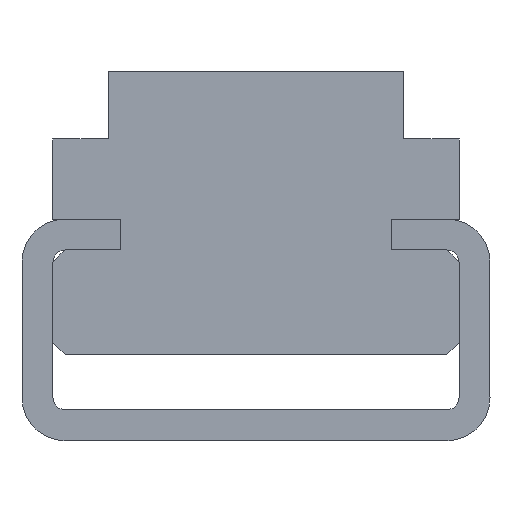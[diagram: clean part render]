
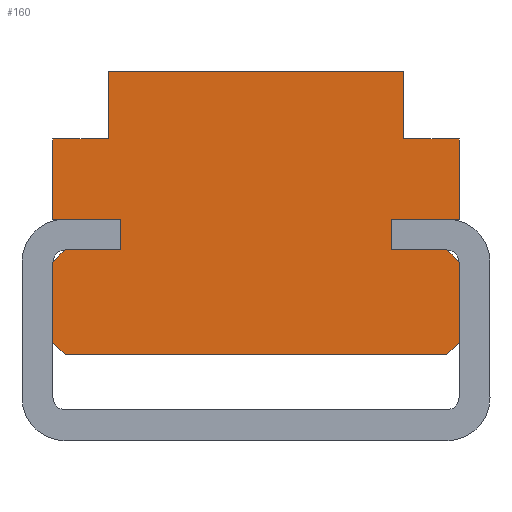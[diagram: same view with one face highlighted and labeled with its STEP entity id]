
A CAD part, front view. The second image highlights one B-rep face of the part: STEP entity #160.
In plain terms, the highlighted planar face has unit normal (0, -1, 0).
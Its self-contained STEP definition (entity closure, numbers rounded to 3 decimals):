
#160=ADVANCED_FACE('',(#308),#309,.T.);
#308=FACE_OUTER_BOUND('',#456,.T.);
#309=PLANE('',#457);
#456=EDGE_LOOP('',(#692,#693,#694,#695,#696,#697,#698,#699,#700,#701,#702,#703,#704,#705,#706,#707,#708,#709,#710,#711));
#457=AXIS2_PLACEMENT_3D('',#712,#713,#714);
#692=ORIENTED_EDGE('',*,*,#951,.F.);
#693=ORIENTED_EDGE('',*,*,#1028,.F.);
#694=ORIENTED_EDGE('',*,*,#1024,.F.);
#695=ORIENTED_EDGE('',*,*,#1020,.F.);
#696=ORIENTED_EDGE('',*,*,#1016,.F.);
#697=ORIENTED_EDGE('',*,*,#1012,.F.);
#698=ORIENTED_EDGE('',*,*,#1008,.F.);
#699=ORIENTED_EDGE('',*,*,#1004,.F.);
#700=ORIENTED_EDGE('',*,*,#1000,.F.);
#701=ORIENTED_EDGE('',*,*,#996,.F.);
#702=ORIENTED_EDGE('',*,*,#992,.F.);
#703=ORIENTED_EDGE('',*,*,#988,.F.);
#704=ORIENTED_EDGE('',*,*,#984,.F.);
#705=ORIENTED_EDGE('',*,*,#980,.F.);
#706=ORIENTED_EDGE('',*,*,#976,.F.);
#707=ORIENTED_EDGE('',*,*,#972,.F.);
#708=ORIENTED_EDGE('',*,*,#968,.F.);
#709=ORIENTED_EDGE('',*,*,#964,.F.);
#710=ORIENTED_EDGE('',*,*,#960,.F.);
#711=ORIENTED_EDGE('',*,*,#956,.F.);
#712=CARTESIAN_POINT('',(0.,0.0,17.961));
#713=DIRECTION('',(0.0,-1.0,0.0));
#714=DIRECTION('',(1.0,0.0,0.0));
#951=EDGE_CURVE('',#1117,#1118,#1119,.T.);
#956=EDGE_CURVE('',#1118,#1126,#1127,.T.);
#960=EDGE_CURVE('',#1126,#1132,#1133,.T.);
#964=EDGE_CURVE('',#1132,#1138,#1139,.T.);
#968=EDGE_CURVE('',#1138,#1144,#1145,.T.);
#972=EDGE_CURVE('',#1144,#1150,#1151,.T.);
#976=EDGE_CURVE('',#1150,#1156,#1157,.T.);
#980=EDGE_CURVE('',#1156,#1162,#1163,.T.);
#984=EDGE_CURVE('',#1162,#1168,#1169,.T.);
#988=EDGE_CURVE('',#1168,#1174,#1175,.T.);
#992=EDGE_CURVE('',#1174,#1180,#1181,.T.);
#996=EDGE_CURVE('',#1180,#1186,#1187,.T.);
#1000=EDGE_CURVE('',#1186,#1192,#1193,.T.);
#1004=EDGE_CURVE('',#1192,#1198,#1199,.T.);
#1008=EDGE_CURVE('',#1198,#1204,#1205,.T.);
#1012=EDGE_CURVE('',#1204,#1210,#1211,.T.);
#1016=EDGE_CURVE('',#1210,#1216,#1217,.T.);
#1020=EDGE_CURVE('',#1216,#1222,#1223,.T.);
#1024=EDGE_CURVE('',#1222,#1228,#1229,.T.);
#1028=EDGE_CURVE('',#1228,#1117,#1234,.T.);
#1117=VERTEX_POINT('',#1363);
#1118=VERTEX_POINT('',#1364);
#1119=LINE('',#1365,#1366);
#1126=VERTEX_POINT('',#1376);
#1127=LINE('',#1377,#1378);
#1132=VERTEX_POINT('',#1385);
#1133=LINE('',#1386,#1387);
#1138=VERTEX_POINT('',#1394);
#1139=LINE('',#1395,#1396);
#1144=VERTEX_POINT('',#1403);
#1145=LINE('',#1404,#1405);
#1150=VERTEX_POINT('',#1412);
#1151=LINE('',#1413,#1414);
#1156=VERTEX_POINT('',#1421);
#1157=LINE('',#1422,#1423);
#1162=VERTEX_POINT('',#1430);
#1163=LINE('',#1431,#1432);
#1168=VERTEX_POINT('',#1439);
#1169=LINE('',#1440,#1441);
#1174=VERTEX_POINT('',#1448);
#1175=LINE('',#1449,#1450);
#1180=VERTEX_POINT('',#1457);
#1181=LINE('',#1458,#1459);
#1186=VERTEX_POINT('',#1466);
#1187=LINE('',#1467,#1468);
#1192=VERTEX_POINT('',#1475);
#1193=LINE('',#1476,#1477);
#1198=VERTEX_POINT('',#1484);
#1199=LINE('',#1485,#1486);
#1204=VERTEX_POINT('',#1493);
#1205=LINE('',#1494,#1495);
#1210=VERTEX_POINT('',#1502);
#1211=LINE('',#1503,#1504);
#1216=VERTEX_POINT('',#1511);
#1217=LINE('',#1512,#1513);
#1222=VERTEX_POINT('',#1520);
#1223=LINE('',#1521,#1522);
#1228=VERTEX_POINT('',#1529);
#1229=LINE('',#1530,#1531);
#1234=LINE('',#1538,#1539);
#1363=CARTESIAN_POINT('',(-15.5,0.0,7.0));
#1364=CARTESIAN_POINT('',(-16.5,0.0,8.0));
#1365=CARTESIAN_POINT('',(-15.5,0.0,7.0));
#1366=VECTOR('',#1712,1.0);
#1376=CARTESIAN_POINT('',(-16.5,0.0,14.5));
#1377=CARTESIAN_POINT('',(-16.5,0.0,8.0));
#1378=VECTOR('',#1716,1.0);
#1385=CARTESIAN_POINT('',(-15.5,0.0,15.5));
#1386=CARTESIAN_POINT('',(-16.5,0.0,14.5));
#1387=VECTOR('',#1719,1.0);
#1394=CARTESIAN_POINT('',(-11.0,0.0,15.5));
#1395=CARTESIAN_POINT('',(-15.5,0.0,15.5));
#1396=VECTOR('',#1722,1.0);
#1403=CARTESIAN_POINT('',(-11.0,0.0,18.0));
#1404=CARTESIAN_POINT('',(-11.0,0.0,15.5));
#1405=VECTOR('',#1725,1.0);
#1412=CARTESIAN_POINT('',(-16.5,0.0,18.0));
#1413=CARTESIAN_POINT('',(-11.0,0.0,18.0));
#1414=VECTOR('',#1728,1.0);
#1421=CARTESIAN_POINT('',(-16.5,0.0,24.5));
#1422=CARTESIAN_POINT('',(-16.5,0.0,18.0));
#1423=VECTOR('',#1731,1.0);
#1430=CARTESIAN_POINT('',(-12.0,0.0,24.5));
#1431=CARTESIAN_POINT('',(-16.5,0.0,24.5));
#1432=VECTOR('',#1734,1.0);
#1439=CARTESIAN_POINT('',(-12.0,0.0,30.0));
#1440=CARTESIAN_POINT('',(-12.0,0.0,24.5));
#1441=VECTOR('',#1737,1.0);
#1448=CARTESIAN_POINT('',(12.0,0.0,30.0));
#1449=CARTESIAN_POINT('',(-12.0,0.0,30.0));
#1450=VECTOR('',#1740,1.0);
#1457=CARTESIAN_POINT('',(12.0,0.0,24.5));
#1458=CARTESIAN_POINT('',(12.0,0.0,30.0));
#1459=VECTOR('',#1743,1.0);
#1466=CARTESIAN_POINT('',(16.5,0.0,24.5));
#1467=CARTESIAN_POINT('',(12.0,0.0,24.5));
#1468=VECTOR('',#1746,1.0);
#1475=CARTESIAN_POINT('',(16.5,0.0,18.0));
#1476=CARTESIAN_POINT('',(16.5,0.0,24.5));
#1477=VECTOR('',#1749,1.0);
#1484=CARTESIAN_POINT('',(11.0,0.0,18.0));
#1485=CARTESIAN_POINT('',(16.5,0.0,18.0));
#1486=VECTOR('',#1752,1.0);
#1493=CARTESIAN_POINT('',(11.0,0.0,15.5));
#1494=CARTESIAN_POINT('',(11.0,0.0,18.0));
#1495=VECTOR('',#1755,1.0);
#1502=CARTESIAN_POINT('',(15.5,0.0,15.5));
#1503=CARTESIAN_POINT('',(11.0,0.0,15.5));
#1504=VECTOR('',#1758,1.0);
#1511=CARTESIAN_POINT('',(16.5,0.0,14.5));
#1512=CARTESIAN_POINT('',(15.5,0.0,15.5));
#1513=VECTOR('',#1761,1.0);
#1520=CARTESIAN_POINT('',(16.5,0.0,8.0));
#1521=CARTESIAN_POINT('',(16.5,0.0,14.5));
#1522=VECTOR('',#1764,1.0);
#1529=CARTESIAN_POINT('',(15.5,0.0,7.0));
#1530=CARTESIAN_POINT('',(16.5,0.0,8.0));
#1531=VECTOR('',#1767,1.0);
#1538=CARTESIAN_POINT('',(15.5,0.0,7.0));
#1539=VECTOR('',#1770,1.0);
#1712=DIRECTION('',(-0.707,0.0,0.707));
#1716=DIRECTION('',(0.0,0.0,1.0));
#1719=DIRECTION('',(0.707,0.0,0.707));
#1722=DIRECTION('',(1.0,0.0,0.0));
#1725=DIRECTION('',(0.0,0.0,1.0));
#1728=DIRECTION('',(-1.0,0.0,0.0));
#1731=DIRECTION('',(0.0,0.0,1.0));
#1734=DIRECTION('',(1.0,0.0,0.0));
#1737=DIRECTION('',(0.0,0.0,1.0));
#1740=DIRECTION('',(1.0,0.0,0.0));
#1743=DIRECTION('',(0.0,0.0,-1.0));
#1746=DIRECTION('',(1.0,0.0,0.0));
#1749=DIRECTION('',(0.0,0.0,-1.0));
#1752=DIRECTION('',(-1.0,0.0,0.0));
#1755=DIRECTION('',(0.0,0.0,-1.0));
#1758=DIRECTION('',(1.0,0.0,0.0));
#1761=DIRECTION('',(0.707,0.0,-0.707));
#1764=DIRECTION('',(0.0,0.0,-1.0));
#1767=DIRECTION('',(-0.707,-0.0,-0.707));
#1770=DIRECTION('',(-1.0,0.0,0.0));
